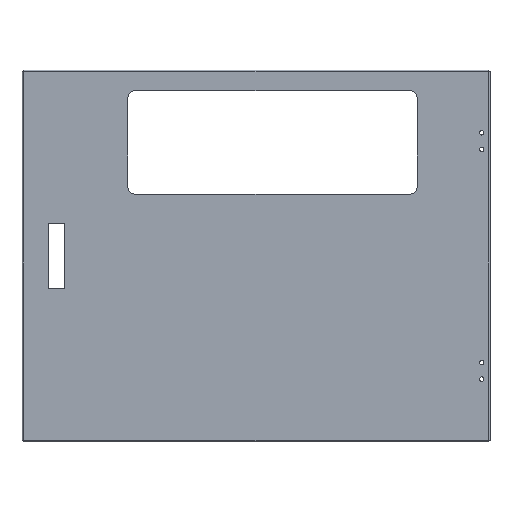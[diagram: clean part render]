
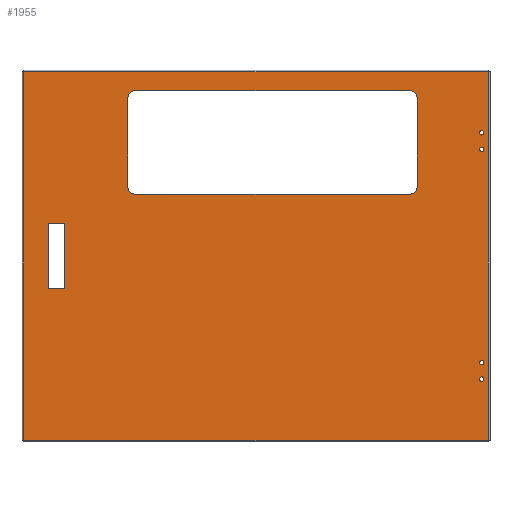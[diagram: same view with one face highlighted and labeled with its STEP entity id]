
A CAD part, top view. The second image highlights one B-rep face of the part: STEP entity #1955.
In plain terms, the highlighted planar face has unit normal (0, 0, 1).
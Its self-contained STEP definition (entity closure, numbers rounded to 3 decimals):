
#60=CARTESIAN_POINT('',(324.75,-179.0,0.0));
#61=VERTEX_POINT('',#60);
#68=CARTESIAN_POINT('',(331.25,-179.0,0.0));
#69=VERTEX_POINT('',#68);
#70=CARTESIAN_POINT('',(328.,-179.0,0.0));
#71=DIRECTION('',(0.0,0.0,1.0));
#72=DIRECTION('',(1.0,0.0,0.0));
#73=AXIS2_PLACEMENT_3D('',#70,#71,#72);
#74=CIRCLE('',#73,3.25);
#75=EDGE_CURVE('',#61,#69,#74,.T.);
#102=CARTESIAN_POINT('',(324.75,-155.0,0.0));
#103=VERTEX_POINT('',#102);
#110=CARTESIAN_POINT('',(331.25,-155.0,0.0));
#111=VERTEX_POINT('',#110);
#112=CARTESIAN_POINT('',(328.,-155.0,0.0));
#113=DIRECTION('',(0.0,0.0,1.0));
#114=DIRECTION('',(1.0,0.0,0.0));
#115=AXIS2_PLACEMENT_3D('',#112,#113,#114);
#116=CIRCLE('',#115,3.25);
#117=EDGE_CURVE('',#103,#111,#116,.T.);
#144=CARTESIAN_POINT('',(324.75,155.0,0.0));
#145=VERTEX_POINT('',#144);
#152=CARTESIAN_POINT('',(331.25,155.0,0.0));
#153=VERTEX_POINT('',#152);
#154=CARTESIAN_POINT('',(328.,155.0,0.0));
#155=DIRECTION('',(0.0,0.0,1.0));
#156=DIRECTION('',(1.0,0.0,0.0));
#157=AXIS2_PLACEMENT_3D('',#154,#155,#156);
#158=CIRCLE('',#157,3.25);
#159=EDGE_CURVE('',#145,#153,#158,.T.);
#186=CARTESIAN_POINT('',(324.75,179.0,0.0));
#187=VERTEX_POINT('',#186);
#194=CARTESIAN_POINT('',(331.25,179.0,0.0));
#195=VERTEX_POINT('',#194);
#196=CARTESIAN_POINT('',(328.,179.0,0.0));
#197=DIRECTION('',(0.0,0.0,1.0));
#198=DIRECTION('',(1.0,0.0,0.0));
#199=AXIS2_PLACEMENT_3D('',#196,#197,#198);
#200=CIRCLE('',#199,3.25);
#201=EDGE_CURVE('',#187,#195,#200,.T.);
#264=CARTESIAN_POINT('',(-337.8,267.8,0.));
#265=VERTEX_POINT('',#264);
#340=CARTESIAN_POINT('',(337.8,267.8,0.));
#341=VERTEX_POINT('',#340);
#534=CARTESIAN_POINT('',(-337.8,-267.8,0.));
#535=VERTEX_POINT('',#534);
#795=CARTESIAN_POINT('',(337.8,-267.8,0.));
#796=VERTEX_POINT('',#795);
#1143=CARTESIAN_POINT('',(337.8,-267.8,0.));
#1144=DIRECTION('',(0.0,1.0,0.0));
#1145=VECTOR('',#1144,535.6);
#1146=LINE('',#1143,#1145);
#1147=EDGE_CURVE('',#796,#341,#1146,.T.);
#1304=CARTESIAN_POINT('',(328.,179.0,0.0));
#1305=DIRECTION('',(0.0,0.0,1.0));
#1306=DIRECTION('',(1.0,0.0,0.0));
#1307=AXIS2_PLACEMENT_3D('',#1304,#1305,#1306);
#1308=CIRCLE('',#1307,3.25);
#1309=EDGE_CURVE('',#195,#187,#1308,.T.);
#1328=CARTESIAN_POINT('',(328.,155.0,0.0));
#1329=DIRECTION('',(0.0,0.0,1.0));
#1330=DIRECTION('',(1.0,0.0,0.0));
#1331=AXIS2_PLACEMENT_3D('',#1328,#1329,#1330);
#1332=CIRCLE('',#1331,3.25);
#1333=EDGE_CURVE('',#153,#145,#1332,.T.);
#1352=CARTESIAN_POINT('',(328.,-155.0,0.0));
#1353=DIRECTION('',(0.0,0.0,1.0));
#1354=DIRECTION('',(1.0,0.0,0.0));
#1355=AXIS2_PLACEMENT_3D('',#1352,#1353,#1354);
#1356=CIRCLE('',#1355,3.25);
#1357=EDGE_CURVE('',#111,#103,#1356,.T.);
#1376=CARTESIAN_POINT('',(328.,-179.0,0.0));
#1377=DIRECTION('',(0.0,0.0,1.0));
#1378=DIRECTION('',(1.0,0.0,0.0));
#1379=AXIS2_PLACEMENT_3D('',#1376,#1377,#1378);
#1380=CIRCLE('',#1379,3.25);
#1381=EDGE_CURVE('',#69,#61,#1380,.T.);
#1401=CARTESIAN_POINT('',(234.0,100.0,0.0));
#1402=VERTEX_POINT('',#1401);
#1409=CARTESIAN_POINT('',(234.0,230.0,0.0));
#1410=VERTEX_POINT('',#1409);
#1411=CARTESIAN_POINT('',(234.0,100.0,0.0));
#1412=DIRECTION('',(0.0,1.0,0.0));
#1413=VECTOR('',#1412,130.0);
#1414=LINE('',#1411,#1413);
#1415=EDGE_CURVE('',#1402,#1410,#1414,.T.);
#1441=CARTESIAN_POINT('',(-176.0,90.,0.0));
#1442=VERTEX_POINT('',#1441);
#1449=CARTESIAN_POINT('',(224.0,90.,0.0));
#1450=VERTEX_POINT('',#1449);
#1451=CARTESIAN_POINT('',(-176.0,90.,0.0));
#1452=DIRECTION('',(1.0,0.0,0.0));
#1453=VECTOR('',#1452,400.0);
#1454=LINE('',#1451,#1453);
#1455=EDGE_CURVE('',#1442,#1450,#1454,.T.);
#1471=CARTESIAN_POINT('',(-186.0,230.0,0.0));
#1472=VERTEX_POINT('',#1471);
#1473=CARTESIAN_POINT('',(-186.0,100.,0.0));
#1474=VERTEX_POINT('',#1473);
#1475=CARTESIAN_POINT('',(-186.0,230.0,0.0));
#1476=DIRECTION('',(0.0,-1.0,0.0));
#1477=VECTOR('',#1476,130.);
#1478=LINE('',#1475,#1477);
#1479=EDGE_CURVE('',#1472,#1474,#1478,.T.);
#1521=CARTESIAN_POINT('',(224.0,240.0,0.0));
#1522=VERTEX_POINT('',#1521);
#1529=CARTESIAN_POINT('',(-176.0,240.0,0.0));
#1530=VERTEX_POINT('',#1529);
#1531=CARTESIAN_POINT('',(224.0,240.0,0.0));
#1532=DIRECTION('',(-1.0,0.0,0.0));
#1533=VECTOR('',#1532,400.0);
#1534=LINE('',#1531,#1533);
#1535=EDGE_CURVE('',#1522,#1530,#1534,.T.);
#1559=CARTESIAN_POINT('',(-176.0,100.,0.0));
#1560=DIRECTION('',(0.0,0.0,-1.0));
#1561=DIRECTION('',(-1.0,0.0,0.0));
#1562=AXIS2_PLACEMENT_3D('',#1559,#1560,#1561);
#1563=CIRCLE('',#1562,10.);
#1564=EDGE_CURVE('',#1442,#1474,#1563,.T.);
#1583=CARTESIAN_POINT('',(224.0,100.0,0.0));
#1584=DIRECTION('',(0.0,0.0,-1.0));
#1585=DIRECTION('',(-1.0,0.0,0.0));
#1586=AXIS2_PLACEMENT_3D('',#1583,#1584,#1585);
#1587=CIRCLE('',#1586,10.);
#1588=EDGE_CURVE('',#1402,#1450,#1587,.T.);
#1607=CARTESIAN_POINT('',(224.0,230.0,0.0));
#1608=DIRECTION('',(0.0,0.0,-1.0));
#1609=DIRECTION('',(-1.0,0.0,0.0));
#1610=AXIS2_PLACEMENT_3D('',#1607,#1608,#1609);
#1611=CIRCLE('',#1610,10.);
#1612=EDGE_CURVE('',#1522,#1410,#1611,.T.);
#1631=CARTESIAN_POINT('',(-176.0,230.0,0.0));
#1632=DIRECTION('',(0.0,0.0,-1.0));
#1633=DIRECTION('',(-1.0,0.0,0.0));
#1634=AXIS2_PLACEMENT_3D('',#1631,#1632,#1633);
#1635=CIRCLE('',#1634,10.);
#1636=EDGE_CURVE('',#1472,#1530,#1635,.T.);
#1647=CARTESIAN_POINT('',(337.8,267.8,0.));
#1648=DIRECTION('',(-1.0,0.0,0.0));
#1649=VECTOR('',#1648,675.6);
#1650=LINE('',#1647,#1649);
#1651=EDGE_CURVE('',#341,#265,#1650,.T.);
#1681=CARTESIAN_POINT('',(-337.8,-267.8,0.));
#1682=DIRECTION('',(1.0,0.0,0.0));
#1683=VECTOR('',#1682,675.6);
#1684=LINE('',#1681,#1683);
#1685=EDGE_CURVE('',#535,#796,#1684,.T.);
#1715=CARTESIAN_POINT('',(-301.5,-47.75,0.0));
#1716=VERTEX_POINT('',#1715);
#1717=CARTESIAN_POINT('',(-278.,-47.75,0.0));
#1718=VERTEX_POINT('',#1717);
#1719=CARTESIAN_POINT('',(-301.5,-47.75,0.0));
#1720=DIRECTION('',(1.0,0.0,0.0));
#1721=VECTOR('',#1720,23.5);
#1722=LINE('',#1719,#1721);
#1723=EDGE_CURVE('',#1716,#1718,#1722,.T.);
#1764=CARTESIAN_POINT('',(-301.5,47.75,0.0));
#1765=VERTEX_POINT('',#1764);
#1772=CARTESIAN_POINT('',(-301.5,-47.75,0.0));
#1773=DIRECTION('',(0.0,1.0,0.0));
#1774=VECTOR('',#1773,95.5);
#1775=LINE('',#1772,#1774);
#1776=EDGE_CURVE('',#1716,#1765,#1775,.T.);
#1787=CARTESIAN_POINT('',(-278.,47.75,0.0));
#1788=VERTEX_POINT('',#1787);
#1789=CARTESIAN_POINT('',(-278.,-47.75,0.0));
#1790=DIRECTION('',(0.0,1.0,0.0));
#1791=VECTOR('',#1790,95.5);
#1792=LINE('',#1789,#1791);
#1793=EDGE_CURVE('',#1718,#1788,#1792,.T.);
#1824=CARTESIAN_POINT('',(-301.5,47.75,0.0));
#1825=DIRECTION('',(1.0,0.0,0.0));
#1826=VECTOR('',#1825,23.5);
#1827=LINE('',#1824,#1826);
#1828=EDGE_CURVE('',#1765,#1788,#1827,.T.);
#1839=CARTESIAN_POINT('',(-337.8,267.8,0.));
#1840=DIRECTION('',(0.0,-1.0,0.0));
#1841=VECTOR('',#1840,535.6);
#1842=LINE('',#1839,#1841);
#1843=EDGE_CURVE('',#265,#535,#1842,.T.);
#1912=CARTESIAN_POINT('',(371.58,-294.58,0.0));
#1913=DIRECTION('',(0.0,0.0,-1.0));
#1914=DIRECTION('',(-1.0,0.0,0.0));
#1915=AXIS2_PLACEMENT_3D('',#1912,#1913,#1914);
#1916=PLANE('',#1915);
#1917=ORIENTED_EDGE('',*,*,#1651,.T.);
#1918=ORIENTED_EDGE('',*,*,#1843,.T.);
#1919=ORIENTED_EDGE('',*,*,#1685,.T.);
#1920=ORIENTED_EDGE('',*,*,#1147,.T.);
#1921=EDGE_LOOP('',(#1917,#1918,#1919,#1920));
#1922=FACE_OUTER_BOUND('',#1921,.T.);
#1923=ORIENTED_EDGE('',*,*,#1776,.T.);
#1924=ORIENTED_EDGE('',*,*,#1828,.T.);
#1925=ORIENTED_EDGE('',*,*,#1793,.F.);
#1926=ORIENTED_EDGE('',*,*,#1723,.F.);
#1927=EDGE_LOOP('',(#1923,#1924,#1925,#1926));
#1928=FACE_BOUND('',#1927,.T.);
#1929=ORIENTED_EDGE('',*,*,#1333,.F.);
#1930=ORIENTED_EDGE('',*,*,#159,.F.);
#1931=EDGE_LOOP('',(#1929,#1930));
#1932=FACE_BOUND('',#1931,.T.);
#1933=ORIENTED_EDGE('',*,*,#1309,.F.);
#1934=ORIENTED_EDGE('',*,*,#201,.F.);
#1935=EDGE_LOOP('',(#1933,#1934));
#1936=FACE_BOUND('',#1935,.T.);
#1937=ORIENTED_EDGE('',*,*,#1636,.T.);
#1938=ORIENTED_EDGE('',*,*,#1535,.F.);
#1939=ORIENTED_EDGE('',*,*,#1612,.T.);
#1940=ORIENTED_EDGE('',*,*,#1415,.F.);
#1941=ORIENTED_EDGE('',*,*,#1588,.T.);
#1942=ORIENTED_EDGE('',*,*,#1455,.F.);
#1943=ORIENTED_EDGE('',*,*,#1564,.T.);
#1944=ORIENTED_EDGE('',*,*,#1479,.F.);
#1945=EDGE_LOOP('',(#1937,#1938,#1939,#1940,#1941,#1942,#1943,#1944));
#1946=FACE_BOUND('',#1945,.T.);
#1947=ORIENTED_EDGE('',*,*,#1381,.F.);
#1948=ORIENTED_EDGE('',*,*,#75,.F.);
#1949=EDGE_LOOP('',(#1947,#1948));
#1950=FACE_BOUND('',#1949,.T.);
#1951=ORIENTED_EDGE('',*,*,#1357,.F.);
#1952=ORIENTED_EDGE('',*,*,#117,.F.);
#1953=EDGE_LOOP('',(#1951,#1952));
#1954=FACE_BOUND('',#1953,.T.);
#1955=ADVANCED_FACE('',(#1922,#1928,#1932,#1936,#1946,#1950,#1954),#1916,.F.);
